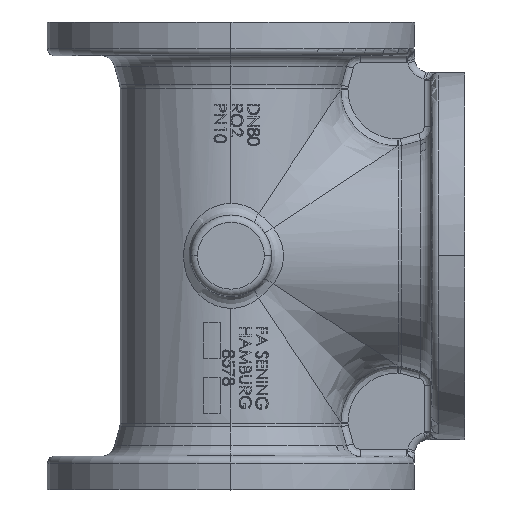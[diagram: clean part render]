
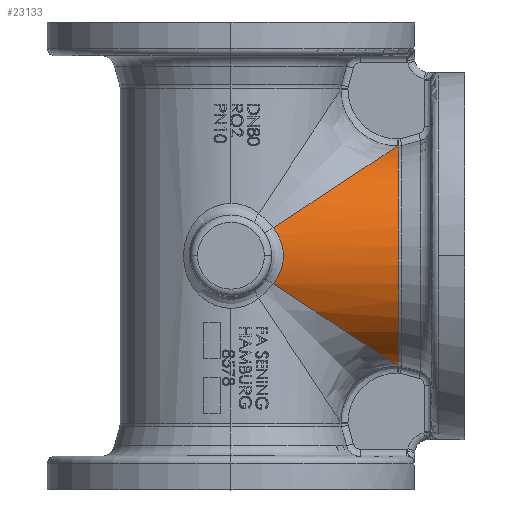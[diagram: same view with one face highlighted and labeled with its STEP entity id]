
A CAD part, top view. The second image highlights one B-rep face of the part: STEP entity #23133.
In plain terms, the highlighted cylindrical face has radius 46.5 mm (diameter 93 mm), a partial arc.
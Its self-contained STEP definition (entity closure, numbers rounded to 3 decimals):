
#633 = DIRECTION ( 'NONE',  ( 0., 0., -1. ) ) ;
#637 = DIRECTION ( 'NONE',  ( 1., 0., 0. ) ) ;
#641 = CARTESIAN_POINT ( 'NONE',  ( -500000., 98., 0. ) ) ;
#1659 =( BOUNDED_CURVE ( )  B_SPLINE_CURVE ( 3, ( #21654, #21685, #21686, #21687 ),
 .UNSPECIFIED., .F., .F. ) 
 B_SPLINE_CURVE_WITH_KNOTS ( ( 4, 4 ),
 ( 0.132, 1.316 ),
 .UNSPECIFIED. ) 
 CURVE ( )  GEOMETRIC_REPRESENTATION_ITEM ( )  RATIONAL_B_SPLINE_CURVE ( ( 1., 0.886, 0.886, 1. ) ) 
 REPRESENTATION_ITEM ( '' )  );
#1663 =( BOUNDED_CURVE ( )  B_SPLINE_CURVE ( 3, ( #21716, #21722, #21723, #21724 ),
 .UNSPECIFIED., .F., .F. ) 
 B_SPLINE_CURVE_WITH_KNOTS ( ( 4, 4 ),
 ( 1.826, 3.01 ),
 .UNSPECIFIED. ) 
 CURVE ( )  GEOMETRIC_REPRESENTATION_ITEM ( )  RATIONAL_B_SPLINE_CURVE ( ( 1., 0.886, 0.886, 1. ) ) 
 REPRESENTATION_ITEM ( '' )  );
#5396 = CYLINDRICAL_SURFACE ( 'NONE', #8097, 46.5 ) ;
#5410 = FACE_OUTER_BOUND ( 'NONE', #16644, .T. ) ;
#8097 = AXIS2_PLACEMENT_3D ( 'NONE', #641, #637, #633 ) ;
#9062 = EDGE_CURVE ( 'NONE', #13531, #13532, #1659, .T. ) ;
#9065 = EDGE_CURVE ( 'NONE', #13532, #13527, #16399, .T. ) ;
#9066 = EDGE_CURVE ( 'NONE', #13529, #13530, #24734, .T. ) ;
#9067 = EDGE_CURVE ( 'NONE', #13528, #13529, #24719, .T. ) ;
#9068 = EDGE_CURVE ( 'NONE', #13527, #13528, #1663, .T. ) ;
#9069 = EDGE_CURVE ( 'NONE', #13530, #13531, #24732, .T. ) ;
#10465 = AXIS2_PLACEMENT_3D ( 'NONE', #21692, #21717, #21718 ) ;
#13527 = VERTEX_POINT ( 'NONE', #20841 ) ;
#13528 = VERTEX_POINT ( 'NONE', #20843 ) ;
#13529 = VERTEX_POINT ( 'NONE', #20844 ) ;
#13530 = VERTEX_POINT ( 'NONE', #20845 ) ;
#13531 = VERTEX_POINT ( 'NONE', #20846 ) ;
#13532 = VERTEX_POINT ( 'NONE', #20847 ) ;
#16399 = B_SPLINE_CURVE_WITH_KNOTS ( 'NONE', 3,
 ( #21689, #21693, #21694, #21695, #21696, #21697, #21698, #21699, #21700, #21701, #21702, #21703, #21704, #21705, #21706, #21707, #21708, #21709, #21710, #21711, #21712, #21713, #21714, #21715 ),
 .UNSPECIFIED., .F., .F.,
 ( 4, 2, 2, 2, 2, 2, 2, 2, 2, 2, 2, 4 ),
 ( 0., 0.003, 0.005, 0.006, 0.01, 0.011, 0.013, 0.016, 0.018, 0.019, 0.022, 0.026 ),
 .UNSPECIFIED. ) ;
#16644 = EDGE_LOOP ( 'NONE', ( #17710, #17709, #17708, #17707, #17706, #17705 ) ) ;
#17705 = ORIENTED_EDGE ( 'NONE', *, *, #9065, .T. ) ;
#17706 = ORIENTED_EDGE ( 'NONE', *, *, #9062, .T. ) ;
#17707 = ORIENTED_EDGE ( 'NONE', *, *, #9069, .T. ) ;
#17708 = ORIENTED_EDGE ( 'NONE', *, *, #9066, .T. ) ;
#17709 = ORIENTED_EDGE ( 'NONE', *, *, #9067, .T. ) ;
#17710 = ORIENTED_EDGE ( 'NONE', *, *, #9068, .T. ) ;
#20841 = CARTESIAN_POINT ( 'NONE',  ( 17.765, 86.283, 45. ) ) ;
#20843 = CARTESIAN_POINT ( 'NONE',  ( 69.89, 51.903, 6.106 ) ) ;
#20844 = CARTESIAN_POINT ( 'NONE',  ( 70.148, 51.903, 6.106 ) ) ;
#20845 = CARTESIAN_POINT ( 'NONE',  ( 70.148, 144.097, 6.106 ) ) ;
#20846 = CARTESIAN_POINT ( 'NONE',  ( 69.89, 144.097, 6.106 ) ) ;
#20847 = CARTESIAN_POINT ( 'NONE',  ( 17.765, 109.717, 45. ) ) ;
#21654 = CARTESIAN_POINT ( 'NONE',  ( 69.89, 144.097, 6.106 ) ) ;
#21685 = CARTESIAN_POINT ( 'NONE',  ( 66.003, 141.534, 25.456 ) ) ;
#21686 = CARTESIAN_POINT ( 'NONE',  ( 46.404, 128.607, 40.081 ) ) ;
#21687 = CARTESIAN_POINT ( 'NONE',  ( 17.765, 109.717, 45. ) ) ;
#21689 = CARTESIAN_POINT ( 'NONE',  ( 17.765, 109.717, 45. ) ) ;
#21692 = CARTESIAN_POINT ( 'NONE',  ( 70.148, 98., 0. ) ) ;
#21693 = CARTESIAN_POINT ( 'NONE',  ( 18.43, 108.896, 45.213 ) ) ;
#21694 = CARTESIAN_POINT ( 'NONE',  ( 19.023, 108.031, 45.415 ) ) ;
#21695 = CARTESIAN_POINT ( 'NONE',  ( 19.805, 106.664, 45.688 ) ) ;
#21696 = CARTESIAN_POINT ( 'NONE',  ( 20.048, 106.197, 45.774 ) ) ;
#21697 = CARTESIAN_POINT ( 'NONE',  ( 20.495, 105.239, 45.936 ) ) ;
#21698 = CARTESIAN_POINT ( 'NONE',  ( 20.701, 104.746, 46.011 ) ) ;
#21699 = CARTESIAN_POINT ( 'NONE',  ( 21.252, 103.242, 46.215 ) ) ;
#21700 = CARTESIAN_POINT ( 'NONE',  ( 21.53, 102.22, 46.32 ) ) ;
#21701 = CARTESIAN_POINT ( 'NONE',  ( 21.81, 100.655, 46.427 ) ) ;
#21702 = CARTESIAN_POINT ( 'NONE',  ( 21.881, 100.128, 46.454 ) ) ;
#21703 = CARTESIAN_POINT ( 'NONE',  ( 21.976, 99.064, 46.491 ) ) ;
#21704 = CARTESIAN_POINT ( 'NONE',  ( 22., 98.524, 46.5 ) ) ;
#21705 = CARTESIAN_POINT ( 'NONE',  ( 21.999, 96.911, 46.5 ) ) ;
#21706 = CARTESIAN_POINT ( 'NONE',  ( 21.902, 95.853, 46.462 ) ) ;
#21707 = CARTESIAN_POINT ( 'NONE',  ( 21.621, 94.292, 46.355 ) ) ;
#21708 = CARTESIAN_POINT ( 'NONE',  ( 21.505, 93.775, 46.311 ) ) ;
#21709 = CARTESIAN_POINT ( 'NONE',  ( 21.226, 92.751, 46.206 ) ) ;
#21710 = CARTESIAN_POINT ( 'NONE',  ( 21.063, 92.241, 46.145 ) ) ;
#21711 = CARTESIAN_POINT ( 'NONE',  ( 20.51, 90.737, 45.94 ) ) ;
#21712 = CARTESIAN_POINT ( 'NONE',  ( 20.062, 89.785, 45.778 ) ) ;
#21713 = CARTESIAN_POINT ( 'NONE',  ( 19.022, 87.968, 45.414 ) ) ;
#21714 = CARTESIAN_POINT ( 'NONE',  ( 18.429, 87.104, 45.213 ) ) ;
#21715 = CARTESIAN_POINT ( 'NONE',  ( 17.765, 86.283, 45. ) ) ;
#21716 = CARTESIAN_POINT ( 'NONE',  ( 17.765, 86.283, 45. ) ) ;
#21717 = DIRECTION ( 'NONE',  ( -1., 0., 0. ) ) ;
#21718 = DIRECTION ( 'NONE',  ( 0., 0., -1. ) ) ;
#21719 = CARTESIAN_POINT ( 'NONE',  ( -500000., 51.903, 6.106 ) ) ;
#21720 = DIRECTION ( 'NONE',  ( 1., 0., 0. ) ) ;
#21722 = CARTESIAN_POINT ( 'NONE',  ( 46.404, 67.393, 40.081 ) ) ;
#21723 = CARTESIAN_POINT ( 'NONE',  ( 66.003, 54.466, 25.456 ) ) ;
#21724 = CARTESIAN_POINT ( 'NONE',  ( 69.89, 51.903, 6.106 ) ) ;
#21725 = CARTESIAN_POINT ( 'NONE',  ( -500000., 144.097, 6.106 ) ) ;
#21726 = DIRECTION ( 'NONE',  ( -1., 0., 0. ) ) ;
#23133 = ADVANCED_FACE ( 'NONE', ( #5410 ), #5396, .T. ) ;
#24719 = LINE ( 'NONE', #21719, #24730 ) ;
#24730 = VECTOR ( 'NONE', #21720, 1000. ) ;
#24732 = LINE ( 'NONE', #21725, #24735 ) ;
#24734 = CIRCLE ( 'NONE', #10465, 46.5 ) ;
#24735 = VECTOR ( 'NONE', #21726, 1000. ) ;
